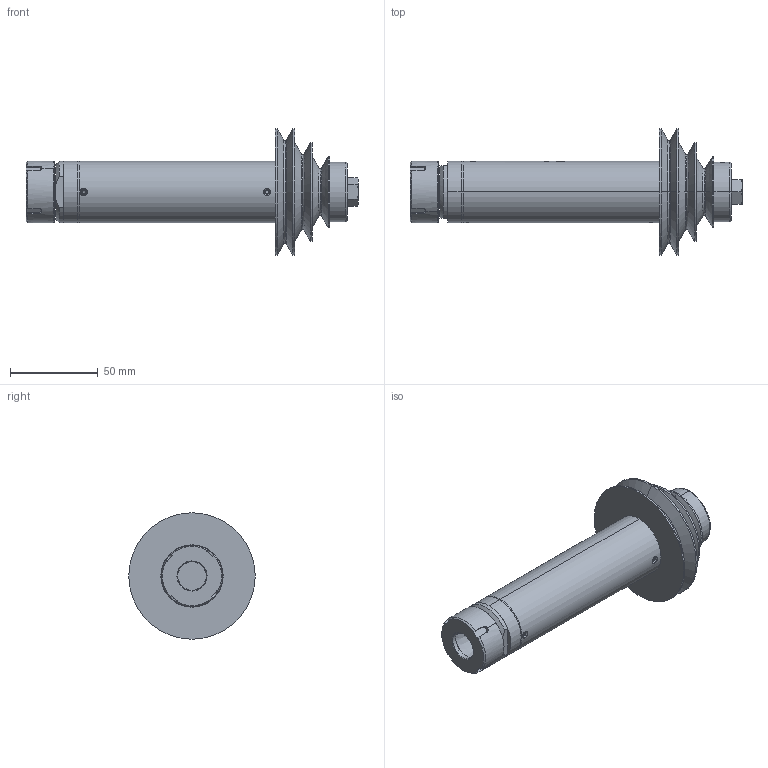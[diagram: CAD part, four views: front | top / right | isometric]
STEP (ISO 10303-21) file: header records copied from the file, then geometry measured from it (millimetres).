
FILE_DESCRIPTION (( 'STEP AP203' ), '1' );
FILE_NAME ('QUILL GE1052.STEP', '2014-01-28T10:38:00', ( 'PGM-BE' ), ( '' ), 'SwSTEP 2.0', 'SolidWorks 2011', '' );
FILE_SCHEMA (( 'CONFIG_CONTROL_DESIGN' ));
Length unit declared in the file: metre
Products named in the file (1): QUILL GE1052
Bounding box: 189 x 72 x 72 mm (x, y, z)
Surface area: 43030.8 mm2 (no closed solid volume)
Topology: 0 solids, 9 shells, 174 faces, 461 edges, 314 vertices
Faces by surface type: cylinder 58, cone 48, plane 41, torus 14, bspline 11, sphere 2
Entity records: 7580 total; most frequent: CARTESIAN_POINT 3314, ORIENTED_EDGE 883, DIRECTION 825, EDGE_CURVE 461, AXIS2_PLACEMENT_3D 338, VERTEX_POINT 314, EDGE_LOOP 199, CIRCLE 174
